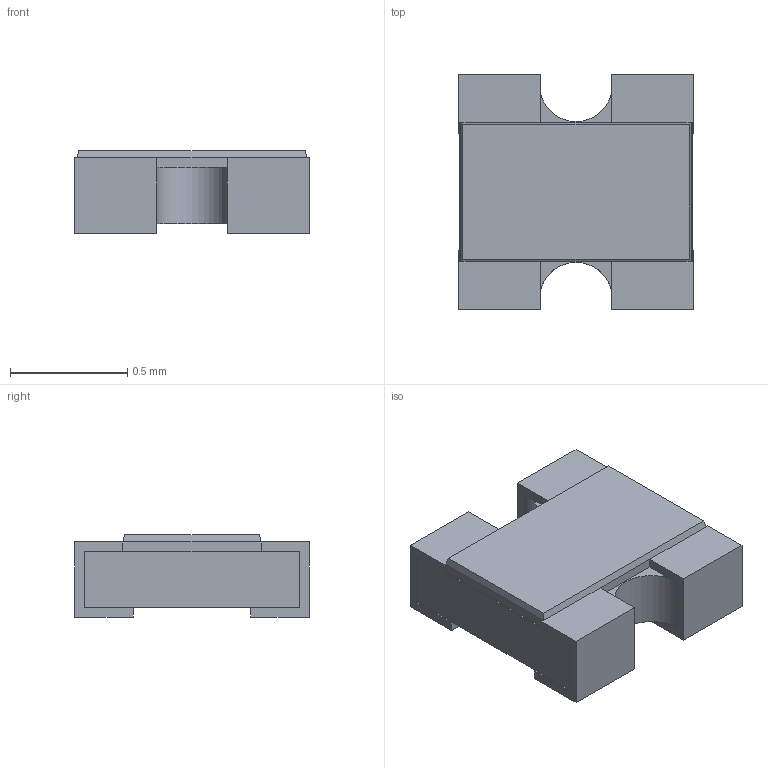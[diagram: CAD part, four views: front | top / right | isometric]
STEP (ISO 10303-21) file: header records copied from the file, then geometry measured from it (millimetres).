
FILE_DESCRIPTION (( 'STEP AP214' ), '1' );
FILE_NAME ('User Library-YC122.STEP', '2016-02-21T16:24:40', ( 'Windows User' ), ( '' ), 'SwSTEP 2.0', 'SolidWorks 2016', '' );
FILE_SCHEMA (( 'AUTOMOTIVE_DESIGN' ));
Length unit declared in the file: millimetre
Products named in the file (1): User Library-YC122
Bounding box: 1 x 1 x 0.35 mm (x, y, z)
Volume: 0.3 mm3; surface area: 3.4 mm2
Topology: 1 solids, 1 shells, 74 faces, 188 edges, 116 vertices
Faces by surface type: plane 72, cylinder 2
Entity records: 3008 total; most frequent: CARTESIAN_POINT 379, ORIENTED_EDGE 376, DIRECTION 350, EDGE_CURVE 188, VECTOR 176, LINE 176, VERTEX_POINT 116, AXIS2_PLACEMENT_3D 87
